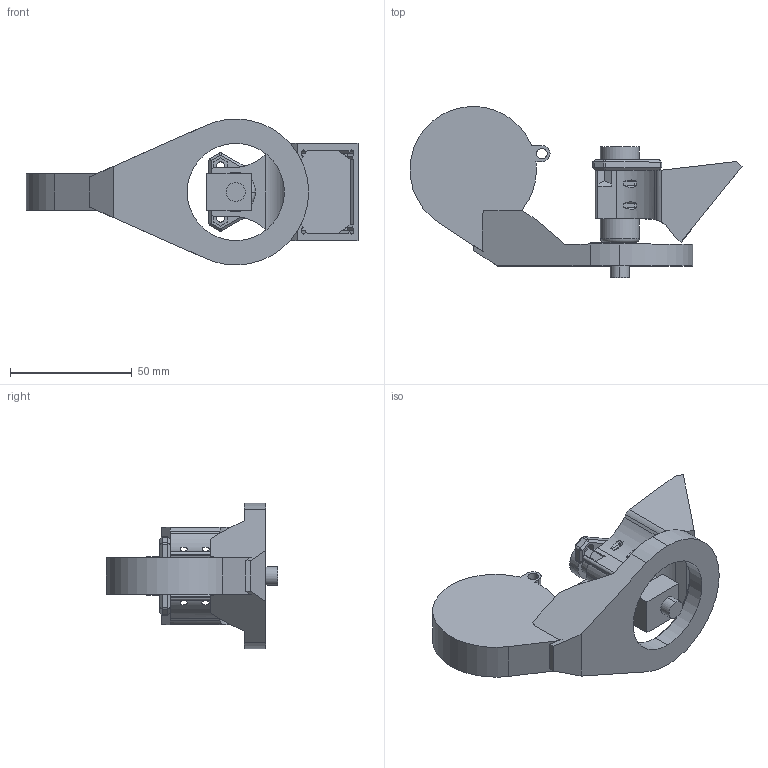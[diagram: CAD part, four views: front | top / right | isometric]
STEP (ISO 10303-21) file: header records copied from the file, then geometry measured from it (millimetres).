
FILE_DESCRIPTION (( 'STEP AP203' ), '1' );
FILE_NAME ('hotend-jhead-geetech.step', '2016-03-08T04:33:59', ( '' ), ( '' ), 'SwSTEP 2.0', 'SolidWorks 2015', '' );
FILE_SCHEMA (( 'CONFIG_CONTROL_DESIGN' ));
Length unit declared in the file: millimetre
Products named in the file (1): hotend-jhead-geetech
Bounding box: 136.5 x 70.35 x 60 mm (x, y, z)
Volume: 68394.9 mm3; surface area: 39207.8 mm2
Topology: 5 solids, 5 shells, 281 faces, 737 edges, 454 vertices
Faces by surface type: plane 156, cylinder 84, cone 23, bspline 16, torus 2
Entity records: 10370 total; most frequent: CARTESIAN_POINT 3593, ORIENTED_EDGE 1440, DIRECTION 1311, EDGE_CURVE 720, LINE 489, VECTOR 489, VERTEX_POINT 453, AXIS2_PLACEMENT_3D 411
